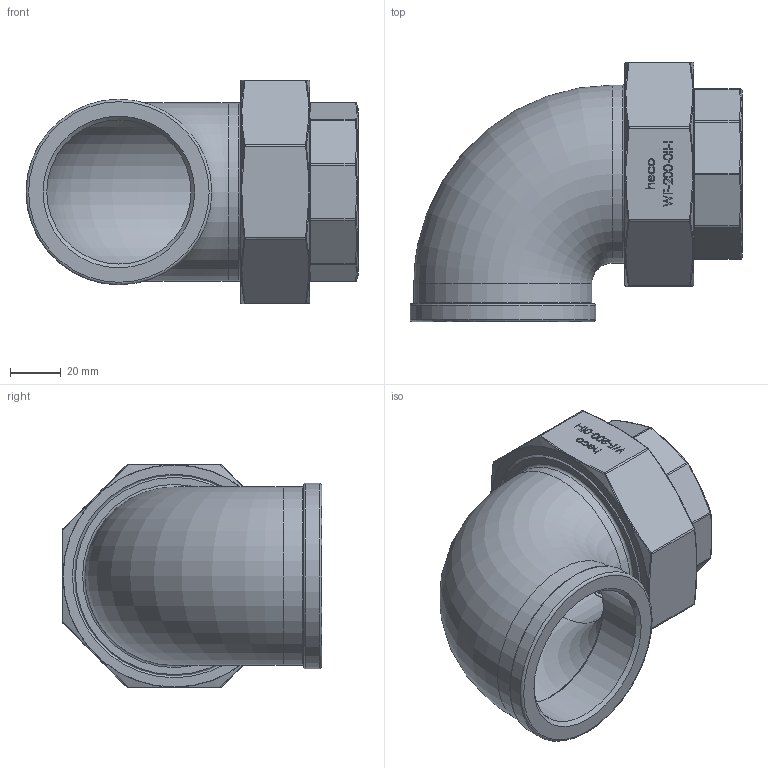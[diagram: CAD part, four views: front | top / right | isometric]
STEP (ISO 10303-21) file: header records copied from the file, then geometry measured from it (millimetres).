
FILE_DESCRIPTION (( 'STEP AP214' ), '1' );
FILE_NAME ('WF-200-0II-I Winkelverschraubung flach 2109.STEP', '2021-09-24T10:22:02', ( '' ), ( '' ), 'SwSTEP 2.0', 'SolidWorks 2019', '' );
FILE_SCHEMA (( 'AUTOMOTIVE_DESIGN' ));
Length unit declared in the file: millimetre
Products named in the file (1): WF-200-0II-I Winkelverschraubung flach 2109
Bounding box: 130.5 x 102 x 88 mm (x, y, z)
Volume: 210352 mm3; surface area: 85106.6 mm2
Topology: 4 solids, 4 shells, 323 faces, 771 edges, 483 vertices
Faces by surface type: bspline 122, plane 120, cylinder 42, torus 29, cone 10
Full cylindrical faces by diameter (mm): 56.65 x1, 56.654 x1, 61 x2, 63 x1, 70 x2, 72 x1, 73 x2, 77.5 x2, 77.84 x1, 80 x1
Entity records: 18354 total; most frequent: CARTESIAN_POINT 8300, ORIENTED_EDGE 1430, DIRECTION 1026, EDGE_CURVE 715, VERTEX_POINT 470, EDGE_LOOP 401, FACE_OUTER_BOUND 356, AXIS2_PLACEMENT_3D 352
